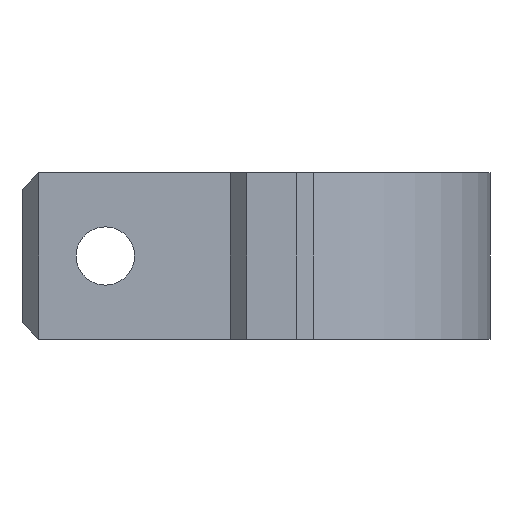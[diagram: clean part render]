
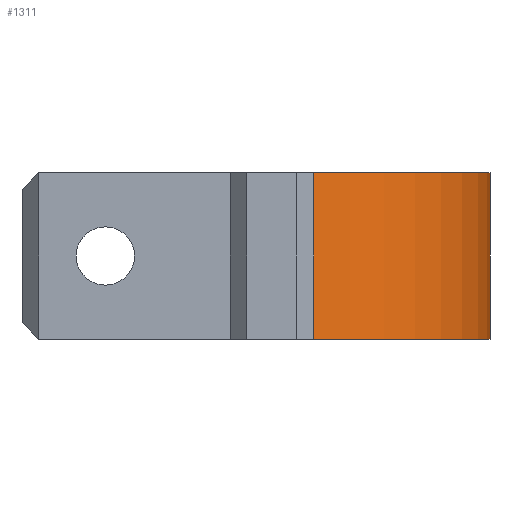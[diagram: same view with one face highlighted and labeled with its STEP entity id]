
A CAD part, front view. The second image highlights one B-rep face of the part: STEP entity #1311.
In plain terms, the highlighted cylindrical face has radius 13.09 mm (diameter 26.18 mm), a partial arc.
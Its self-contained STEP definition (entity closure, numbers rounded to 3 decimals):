
#44 = PLANE('',#45);
#45 = AXIS2_PLACEMENT_3D('',#46,#47,#48);
#46 = CARTESIAN_POINT('',(-1.936,0.27,100.));
#47 = DIRECTION('',(0.,0.,-1.));
#48 = DIRECTION('',(-1.,0.,0.));
#100 = PLANE('',#101);
#101 = AXIS2_PLACEMENT_3D('',#102,#103,#104);
#102 = CARTESIAN_POINT('',(-1.936,0.27,110.));
#103 = DIRECTION('',(0.,0.,1.));
#104 = DIRECTION('',(0.,1.,0.));
#262 = VERTEX_POINT('',#263);
#263 = CARTESIAN_POINT('',(0.,15.59,100.));
#277 = PLANE('',#278);
#278 = AXIS2_PLACEMENT_3D('',#279,#280,#281);
#279 = CARTESIAN_POINT('',(-15.,15.59,100.));
#280 = DIRECTION('',(0.,1.,0.));
#281 = DIRECTION('',(1.,0.,0.));
#289 = EDGE_CURVE('',#290,#262,#292,.T.);
#290 = VERTEX_POINT('',#291);
#291 = CARTESIAN_POINT('',(2.5,-10.349,100.));
#292 = SURFACE_CURVE('',#293,(#298,#309),.PCURVE_S1.);
#293 = CIRCLE('',#294,13.09);
#294 = AXIS2_PLACEMENT_3D('',#295,#296,#297);
#295 = CARTESIAN_POINT('',(0.,2.5,100.));
#296 = DIRECTION('',(0.,0.,1.));
#297 = DIRECTION('',(1.,0.,0.));
#298 = PCURVE('',#44,#299);
#299 = DEFINITIONAL_REPRESENTATION('',(#300),#308);
#300 = ( BOUNDED_CURVE() B_SPLINE_CURVE(2,(#301,#302,#303,#304,#305,#306
,#307),.UNSPECIFIED.,.T.,.F.) B_SPLINE_CURVE_WITH_KNOTS((1,2,2,2,2,1),(
    -2.094,0.,2.094,4.189,6.283,
8.378),.UNSPECIFIED.) CURVE() GEOMETRIC_REPRESENTATION_ITEM() 
RATIONAL_B_SPLINE_CURVE((1.,0.5,1.,0.5,1.,0.5,1.)) REPRESENTATION_ITEM(
  '') );
#301 = CARTESIAN_POINT('',(-15.026,2.23));
#302 = CARTESIAN_POINT('',(-15.026,24.903));
#303 = CARTESIAN_POINT('',(4.609,13.567));
#304 = CARTESIAN_POINT('',(24.245,2.23));
#305 = CARTESIAN_POINT('',(4.609,-9.106));
#306 = CARTESIAN_POINT('',(-15.026,-20.442));
#307 = CARTESIAN_POINT('',(-15.026,2.23));
#308 = ( GEOMETRIC_REPRESENTATION_CONTEXT(2) 
PARAMETRIC_REPRESENTATION_CONTEXT() REPRESENTATION_CONTEXT('2D SPACE',''
  ) );
#309 = PCURVE('',#310,#315);
#310 = CYLINDRICAL_SURFACE('',#311,13.09);
#311 = AXIS2_PLACEMENT_3D('',#312,#313,#314);
#312 = CARTESIAN_POINT('',(0.,2.5,100.));
#313 = DIRECTION('',(-0.,-0.,-1.));
#314 = DIRECTION('',(1.,0.,0.));
#315 = DEFINITIONAL_REPRESENTATION('',(#316),#320);
#316 = LINE('',#317,#318);
#317 = CARTESIAN_POINT('',(-0.,0.));
#318 = VECTOR('',#319,1.);
#319 = DIRECTION('',(-1.,0.));
#320 = ( GEOMETRIC_REPRESENTATION_CONTEXT(2) 
PARAMETRIC_REPRESENTATION_CONTEXT() REPRESENTATION_CONTEXT('2D SPACE',''
  ) );
#338 = PLANE('',#339);
#339 = AXIS2_PLACEMENT_3D('',#340,#341,#342);
#340 = CARTESIAN_POINT('',(2.5,-13.47,105.));
#341 = DIRECTION('',(1.,0.,0.));
#342 = DIRECTION('',(0.,0.,1.));
#790 = VERTEX_POINT('',#791);
#791 = CARTESIAN_POINT('',(2.5,-10.349,110.));
#812 = EDGE_CURVE('',#790,#813,#815,.T.);
#813 = VERTEX_POINT('',#814);
#814 = CARTESIAN_POINT('',(0.,15.59,110.));
#815 = SURFACE_CURVE('',#816,(#821,#828),.PCURVE_S1.);
#816 = CIRCLE('',#817,13.09);
#817 = AXIS2_PLACEMENT_3D('',#818,#819,#820);
#818 = CARTESIAN_POINT('',(0.,2.5,110.));
#819 = DIRECTION('',(0.,0.,1.));
#820 = DIRECTION('',(1.,0.,0.));
#821 = PCURVE('',#100,#822);
#822 = DEFINITIONAL_REPRESENTATION('',(#823),#827);
#823 = CIRCLE('',#824,13.09);
#824 = AXIS2_PLACEMENT_2D('',#825,#826);
#825 = CARTESIAN_POINT('',(2.23,-1.936));
#826 = DIRECTION('',(0.,-1.));
#827 = ( GEOMETRIC_REPRESENTATION_CONTEXT(2) 
PARAMETRIC_REPRESENTATION_CONTEXT() REPRESENTATION_CONTEXT('2D SPACE',''
  ) );
#828 = PCURVE('',#310,#829);
#829 = DEFINITIONAL_REPRESENTATION('',(#830),#834);
#830 = LINE('',#831,#832);
#831 = CARTESIAN_POINT('',(-0.,-10.));
#832 = VECTOR('',#833,1.);
#833 = DIRECTION('',(-1.,0.));
#834 = ( GEOMETRIC_REPRESENTATION_CONTEXT(2) 
PARAMETRIC_REPRESENTATION_CONTEXT() REPRESENTATION_CONTEXT('2D SPACE',''
  ) );
#1229 = EDGE_CURVE('',#262,#813,#1230,.T.);
#1230 = SURFACE_CURVE('',#1231,(#1235,#1242),.PCURVE_S1.);
#1231 = LINE('',#1232,#1233);
#1232 = CARTESIAN_POINT('',(0.,15.59,100.));
#1233 = VECTOR('',#1234,1.);
#1234 = DIRECTION('',(0.,0.,1.));
#1235 = PCURVE('',#277,#1236);
#1236 = DEFINITIONAL_REPRESENTATION('',(#1237),#1241);
#1237 = LINE('',#1238,#1239);
#1238 = CARTESIAN_POINT('',(15.,0.));
#1239 = VECTOR('',#1240,1.);
#1240 = DIRECTION('',(0.,-1.));
#1241 = ( GEOMETRIC_REPRESENTATION_CONTEXT(2) 
PARAMETRIC_REPRESENTATION_CONTEXT() REPRESENTATION_CONTEXT('2D SPACE',''
  ) );
#1242 = PCURVE('',#310,#1243);
#1243 = DEFINITIONAL_REPRESENTATION('',(#1244),#1248);
#1244 = LINE('',#1245,#1246);
#1245 = CARTESIAN_POINT('',(-7.854,0.));
#1246 = VECTOR('',#1247,1.);
#1247 = DIRECTION('',(-0.,-1.));
#1248 = ( GEOMETRIC_REPRESENTATION_CONTEXT(2) 
PARAMETRIC_REPRESENTATION_CONTEXT() REPRESENTATION_CONTEXT('2D SPACE',''
  ) );
#1311 = ADVANCED_FACE('',(#1312),#310,.T.);
#1312 = FACE_BOUND('',#1313,.F.);
#1313 = EDGE_LOOP('',(#1314,#1315,#1336,#1337));
#1314 = ORIENTED_EDGE('',*,*,#289,.F.);
#1315 = ORIENTED_EDGE('',*,*,#1316,.F.);
#1316 = EDGE_CURVE('',#790,#290,#1317,.T.);
#1317 = SURFACE_CURVE('',#1318,(#1322,#1329),.PCURVE_S1.);
#1318 = LINE('',#1319,#1320);
#1319 = CARTESIAN_POINT('',(2.5,-10.349,100.));
#1320 = VECTOR('',#1321,1.);
#1321 = DIRECTION('',(-0.,-0.,-1.));
#1322 = PCURVE('',#310,#1323);
#1323 = DEFINITIONAL_REPRESENTATION('',(#1324),#1328);
#1324 = LINE('',#1325,#1326);
#1325 = CARTESIAN_POINT('',(-4.905,0.));
#1326 = VECTOR('',#1327,1.);
#1327 = DIRECTION('',(-0.,1.));
#1328 = ( GEOMETRIC_REPRESENTATION_CONTEXT(2) 
PARAMETRIC_REPRESENTATION_CONTEXT() REPRESENTATION_CONTEXT('2D SPACE',''
  ) );
#1329 = PCURVE('',#338,#1330);
#1330 = DEFINITIONAL_REPRESENTATION('',(#1331),#1335);
#1331 = LINE('',#1332,#1333);
#1332 = CARTESIAN_POINT('',(-5.,-3.12));
#1333 = VECTOR('',#1334,1.);
#1334 = DIRECTION('',(-1.,0.));
#1335 = ( GEOMETRIC_REPRESENTATION_CONTEXT(2) 
PARAMETRIC_REPRESENTATION_CONTEXT() REPRESENTATION_CONTEXT('2D SPACE',''
  ) );
#1336 = ORIENTED_EDGE('',*,*,#812,.T.);
#1337 = ORIENTED_EDGE('',*,*,#1229,.F.);
